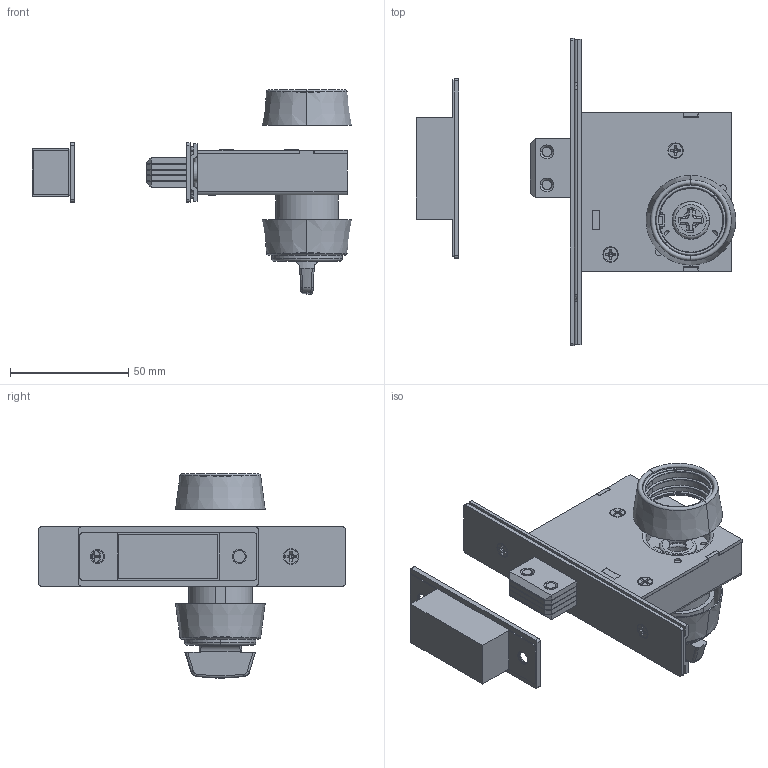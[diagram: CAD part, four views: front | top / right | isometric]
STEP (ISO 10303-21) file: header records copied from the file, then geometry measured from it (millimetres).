
FILE_DESCRIPTION (( 'STEP AP203' ), '1' );
FILE_NAME ('Žº‰ª•ÏŠ·.STEP', '2012-08-21T04:05:01', ( '' ), ( '' ), 'SwSTEP 2.0', 'SolidWorks 2011', '' );
FILE_SCHEMA (( 'CONFIG_CONTROL_DESIGN' ));
Length unit declared in the file: millimetre
Products named in the file (27): 室岡変換; C-374-1_サッシ用皿小ねじM4_M4×4; C-374-1_サッシ用皿小ねじM4_M4×8; C-375-S_; C-375-S_パッキン; C-375-S_ローター; C-375-S_シリンダー; C-375-R-1_; C-375-R1スプリング__セット時; C-375-R1化粧リング_; C-374ケースカバー_; C-374ストライク_; C-374僗僩儔僀僋儃僢僋僗_; C-374薄平リベット_; C-374フロント_; C-374僙僇儞僪僼儘儞僩_; C-374リング_; C-374僗僋儕儏僂僈僀僪_; C-374デット固定ピン_; C-374デットボルト_; C-374僔儕儞僟乕僙僢僩僾儗乕僩_; C-374シリンダーセットガイドプレート_; C-374シリンダーセットスクリュウ_; C-374カム_; C-374カムホールドB_; C-374カムホールドA_; C-374ケースボックス_
Assembly tree (35 placements, depth 3):
  室岡変換
    C-374-1_サッシ用皿小ねじM4_M4×4  x2
    C-374僗僋儕儏僂僈僀僪_  x2
    C-374-1_サッシ用皿小ねじM4_M4×8  x2
    C-375-R-1_  x2
      C-375-R1スプリング__セット時
      C-375-R1化粧リング_
    C-374ケースカバー_
    C-374ストライク_
    C-374僗僩儔僀僋儃僢僋僗_
    C-374薄平リベット_  x2
    C-374フロント_
    C-374僙僇儞僪僼儘儞僩_
    C-374ケースボックス_
    C-374リング_  x2
    C-374デット固定ピン_  x3
    C-374デットボルト_
    C-374カム_  x2
    C-374僔儕儞僟乕僙僢僩僾儗乕僩_
    C-374シリンダーセットガイドプレート_
    C-374シリンダーセットスクリュウ_
    C-374カムホールドB_
    C-374カムホールドA_
    C-375-S_
      C-375-S_パッキン
      C-375-S_ローター
      C-375-S_シリンダー
Bounding box: 135.32 x 130 x 86.5 mm (x, y, z)
Volume: 73397 mm3; surface area: 88998.8 mm2
Topology: 34 solids, 34 shells, 991 faces, 2464 edges, 1564 vertices
Faces by surface type: plane 438, cylinder 356, cone 102, torus 73, bspline 12, sphere 10
Entity records: 29596 total; most frequent: CARTESIAN_POINT 6113, DIRECTION 4453, ORIENTED_EDGE 4118, EDGE_CURVE 2059, AXIS2_PLACEMENT_3D 1641, VERTEX_POINT 1321, LINE 1171, VECTOR 1171
